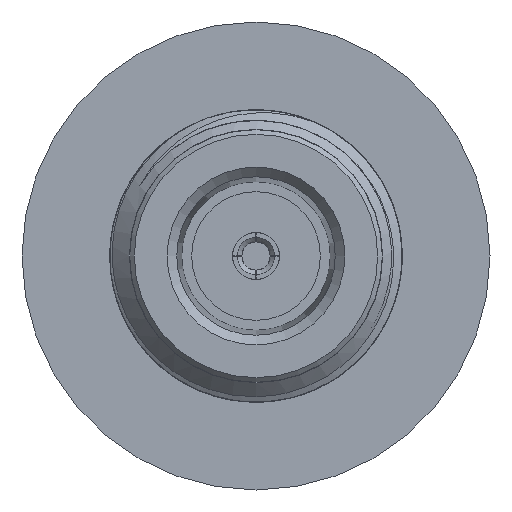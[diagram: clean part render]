
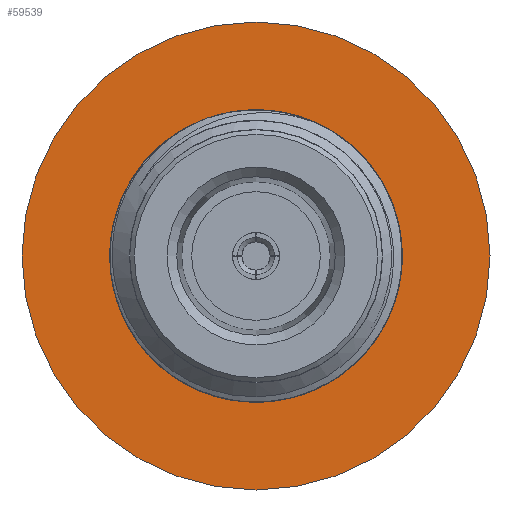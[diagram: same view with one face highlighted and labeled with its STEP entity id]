
A CAD part, left-side view. The second image highlights one B-rep face of the part: STEP entity #59539.
In plain terms, the highlighted planar face has unit normal (-1, 0, 0).
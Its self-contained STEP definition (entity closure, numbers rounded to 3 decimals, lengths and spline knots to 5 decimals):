
#541 = CIRCLE ( 'NONE', #60864, 0.19 ) ;
#3192 = AXIS2_PLACEMENT_3D ( 'NONE', #85764, #79886, #23236 ) ;
#9900 = CARTESIAN_POINT ( 'NONE',  ( 0.43296, -0.19, 0. ) ) ;
#13030 = ORIENTED_EDGE ( 'NONE', *, *, #73174, .F. ) ;
#16237 = AXIS2_PLACEMENT_3D ( 'NONE', #87417, #31216, #44656 ) ;
#16262 = EDGE_LOOP ( 'NONE', ( #13030 ) ) ;
#23236 = DIRECTION ( 'NONE',  ( 0., 0., 1. ) ) ;
#31216 = DIRECTION ( 'NONE',  ( 1., 0., 0. ) ) ;
#31334 = DIRECTION ( 'NONE',  ( 0., -1., 0. ) ) ;
#38038 = PLANE ( 'NONE',  #3192 ) ;
#44656 = DIRECTION ( 'NONE',  ( 0., 1., 0. ) ) ;
#46344 = CIRCLE ( 'NONE', #16237, 0.5 ) ;
#50070 = EDGE_LOOP ( 'NONE', ( #53187 ) ) ;
#52396 = FACE_BOUND ( 'NONE', #16262, .T. ) ;
#53187 = ORIENTED_EDGE ( 'NONE', *, *, #63836, .F. ) ;
#58716 = DIRECTION ( 'NONE',  ( -1., 0., 0. ) ) ;
#58848 = VERTEX_POINT ( 'NONE', #86360 ) ;
#59539 = ADVANCED_FACE ( 'NONE', ( #52396, #78995 ), #38038, .T. ) ;
#60864 = AXIS2_PLACEMENT_3D ( 'NONE', #78553, #58716, #31334 ) ;
#63836 = EDGE_CURVE ( 'NONE', #58848, #58848, #46344, .T. ) ;
#66056 = VERTEX_POINT ( 'NONE', #9900 ) ;
#73174 = EDGE_CURVE ( 'NONE', #66056, #66056, #541, .T. ) ;
#78553 = CARTESIAN_POINT ( 'NONE',  ( 0.43296, 0., 0. ) ) ;
#78995 = FACE_OUTER_BOUND ( 'NONE', #50070, .T. ) ;
#79886 = DIRECTION ( 'NONE',  ( -1., 0., 0. ) ) ;
#85764 = CARTESIAN_POINT ( 'NONE',  ( 0.43296, 0., 0. ) ) ;
#86360 = CARTESIAN_POINT ( 'NONE',  ( 0.43296, 0.5, 0. ) ) ;
#87417 = CARTESIAN_POINT ( 'NONE',  ( 0.43296, 0., 0. ) ) ;
